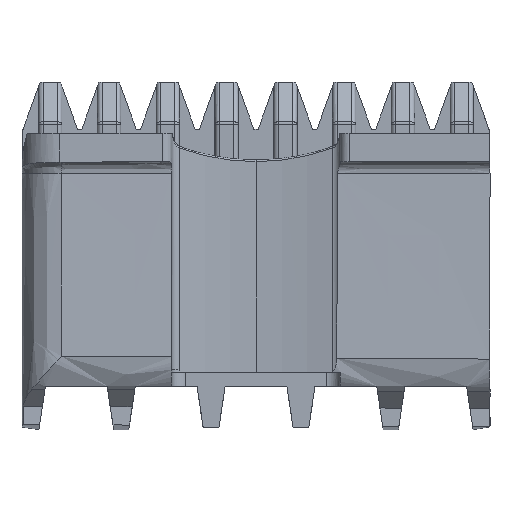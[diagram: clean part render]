
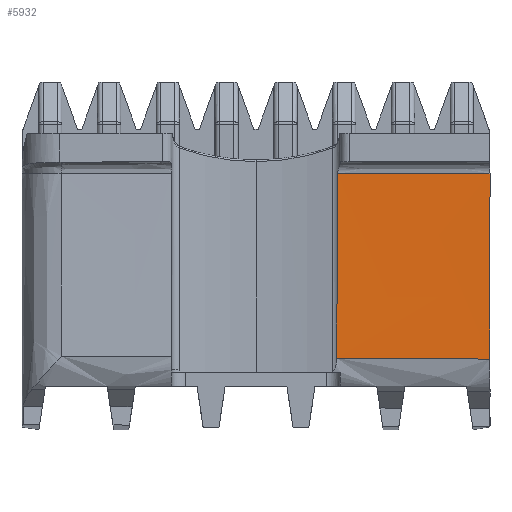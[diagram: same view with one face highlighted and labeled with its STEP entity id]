
A CAD part, top view. The second image highlights one B-rep face of the part: STEP entity #5932.
In plain terms, the highlighted free-form (B-spline) face has degree [3, 3] with [4, 4] control points.
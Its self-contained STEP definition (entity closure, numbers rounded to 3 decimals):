
#34 = CARTESIAN_POINT ( 'NONE',  ( -59.375, 0.469, 15.809 ) ) ;
#820 = ORIENTED_EDGE ( 'NONE', *, *, #13235, .T. ) ;
#871 = CARTESIAN_POINT ( 'NONE',  ( 8.714, 19.706, 12.108 ) ) ;
#962 = CARTESIAN_POINT ( 'NONE',  ( 15.476, 21.711, 11.822 ) ) ;
#1089 = CARTESIAN_POINT ( 'NONE',  ( 8.689, 14.373, 12.083 ) ) ;
#1403 = CARTESIAN_POINT ( 'NONE',  ( -19.792, 133.449, 12.126 ) ) ;
#1698 = CARTESIAN_POINT ( 'NONE',  ( 59.375, 199.531, 15.809 ) ) ;
#1798 = CARTESIAN_POINT ( 'NONE',  ( 22.402, 21.716, 11.52 ) ) ;
#2705 = CARTESIAN_POINT ( 'NONE',  ( 25., 1.904, 11.131 ) ) ;
#3062 = CARTESIAN_POINT ( 'NONE',  ( 8.625, 2.01, 12.028 ) ) ;
#3851 = CARTESIAN_POINT ( 'NONE',  ( 9.819, 21.707, 12.069 ) ) ;
#3976 = CARTESIAN_POINT ( 'NONE',  ( 8.643, 5.242, 12.042 ) ) ;
#4593 = CARTESIAN_POINT ( 'NONE',  ( 59.375, 66.271, 11.388 ) ) ;
#5932 = ADVANCED_FACE ( 'NONE', ( #6250 ), #6945, .T. ) ;
#6048 = EDGE_CURVE ( 'NONE', #16208, #11351, #10161, .T. ) ;
#6250 = FACE_OUTER_BOUND ( 'NONE', #19630, .T. ) ;
#6350 = CARTESIAN_POINT ( 'NONE',  ( 19.792, 133.174, 12.861 ) ) ;
#6386 = B_SPLINE_CURVE_WITH_KNOTS ( 'NONE', 3,
 ( #2705, #10777, #9218, #7463 ),
 .UNSPECIFIED., .F., .F.,
 ( 4, 4 ),
 ( 0.002, 0.022 ),
 .UNSPECIFIED. ) ;
#6450 = CARTESIAN_POINT ( 'NONE',  ( 24.134, 21.717, 11.444 ) ) ;
#6945 = B_SPLINE_SURFACE_WITH_KNOTS ( 'NONE', 3, 3, ( 
 ( #10723, #10924, #9559, #1698 ),
 ( #9358, #1403, #6350, #10822 ),
 ( #12584, #12677, #7707, #4593 ),
 ( #34, #9162, #18891, #17240 ) ),
 .UNSPECIFIED., .F., .F., .F.,
 ( 4, 4 ),
 ( 4, 4 ),
 ( -0.2, 0. ),
 ( 0., 0.119 ),
 .UNSPECIFIED. ) ;
#7089 = CARTESIAN_POINT ( 'NONE',  ( 8.723, 21.706, 12.117 ) ) ;
#7176 = CARTESIAN_POINT ( 'NONE',  ( 8.723, 21.706, 12.117 ) ) ;
#7463 = CARTESIAN_POINT ( 'NONE',  ( 25., 21.718, 11.407 ) ) ;
#7707 = CARTESIAN_POINT ( 'NONE',  ( 19.792, 66.55, 12.126 ) ) ;
#7747 = CARTESIAN_POINT ( 'NONE',  ( 8.723, 21.706, 12.117 ) ) ;
#8194 = ORIENTED_EDGE ( 'NONE', *, *, #6048, .T. ) ;
#8928 = CARTESIAN_POINT ( 'NONE',  ( 12.012, 21.709, 11.973 ) ) ;
#9162 = CARTESIAN_POINT ( 'NONE',  ( -19.792, 0.119, 13.608 ) ) ;
#9218 = CARTESIAN_POINT ( 'NONE',  ( 25., 15.114, 11.315 ) ) ;
#9358 = CARTESIAN_POINT ( 'NONE',  ( -59.375, 133.729, 11.388 ) ) ;
#9559 = CARTESIAN_POINT ( 'NONE',  ( 19.792, 199.88, 13.608 ) ) ;
#9608 = CARTESIAN_POINT ( 'NONE',  ( 25., 21.718, 11.407 ) ) ;
#10161 = B_SPLINE_CURVE_WITH_KNOTS ( 'NONE', 3,
 ( #14350, #6450, #12778, #1798, #14449, #962, #8928, #14956, #3851, #7176 ),
 .UNSPECIFIED., .F., .F.,
 ( 4, 3, 3, 4 ),
 ( 0., 0.003, 0.013, 0.016 ),
 .UNSPECIFIED. ) ;
#10723 = CARTESIAN_POINT ( 'NONE',  ( -59.375, 200.359, 9.178 ) ) ;
#10777 = CARTESIAN_POINT ( 'NONE',  ( 25., 8.509, 11.223 ) ) ;
#10822 = CARTESIAN_POINT ( 'NONE',  ( 59.375, 132.901, 13.598 ) ) ;
#10924 = CARTESIAN_POINT ( 'NONE',  ( -19.792, 200.157, 11.396 ) ) ;
#11351 = VERTEX_POINT ( 'NONE', #7747 ) ;
#11862 = CARTESIAN_POINT ( 'NONE',  ( 8.676, 11.706, 12.071 ) ) ;
#12462 = CARTESIAN_POINT ( 'NONE',  ( 19.542, 1.938, 11.43 ) ) ;
#12548 = VERTEX_POINT ( 'NONE', #18103 ) ;
#12584 = CARTESIAN_POINT ( 'NONE',  ( -59.375, 67.099, 13.598 ) ) ;
#12677 = CARTESIAN_POINT ( 'NONE',  ( -19.792, 66.827, 12.861 ) ) ;
#12778 = CARTESIAN_POINT ( 'NONE',  ( 23.268, 21.717, 11.482 ) ) ;
#12852 = B_SPLINE_CURVE_WITH_KNOTS ( 'NONE', 3,
 ( #15380, #17029, #12462, #20439 ),
 .UNSPECIFIED., .F., .F.,
 ( 4, 4 ),
 ( 0.029, 0.046 ),
 .UNSPECIFIED. ) ;
#13235 = EDGE_CURVE ( 'NONE', #12548, #16208, #6386, .T. ) ;
#13419 = CARTESIAN_POINT ( 'NONE',  ( 8.72, 21.04, 12.114 ) ) ;
#14050 = CARTESIAN_POINT ( 'NONE',  ( 8.625, 2.01, 12.028 ) ) ;
#14350 = CARTESIAN_POINT ( 'NONE',  ( 25., 21.718, 11.407 ) ) ;
#14449 = CARTESIAN_POINT ( 'NONE',  ( 18.939, 21.714, 11.671 ) ) ;
#14956 = CARTESIAN_POINT ( 'NONE',  ( 10.916, 21.708, 12.021 ) ) ;
#15075 = CARTESIAN_POINT ( 'NONE',  ( 8.717, 20.373, 12.111 ) ) ;
#15286 = CARTESIAN_POINT ( 'NONE',  ( 8.702, 17.04, 12.095 ) ) ;
#15380 = CARTESIAN_POINT ( 'NONE',  ( 8.625, 2.01, 12.028 ) ) ;
#15517 = B_SPLINE_CURVE_WITH_KNOTS ( 'NONE', 3,
 ( #7089, #13419, #15075, #871, #15286, #1089, #11862, #18179, #3976, #14050 ),
 .UNSPECIFIED., .F., .F.,
 ( 4, 3, 3, 4 ),
 ( 0., 0.002, 0.01, 0.02 ),
 .UNSPECIFIED. ) ;
#15915 = ORIENTED_EDGE ( 'NONE', *, *, #19150, .T. ) ;
#15975 = ORIENTED_EDGE ( 'NONE', *, *, #17260, .T. ) ;
#16208 = VERTEX_POINT ( 'NONE', #9608 ) ;
#17029 = CARTESIAN_POINT ( 'NONE',  ( 14.084, 1.974, 11.729 ) ) ;
#17240 = CARTESIAN_POINT ( 'NONE',  ( 59.375, -0.359, 9.178 ) ) ;
#17260 = EDGE_CURVE ( 'NONE', #17955, #12548, #12852, .T. ) ;
#17955 = VERTEX_POINT ( 'NONE', #3062 ) ;
#18103 = CARTESIAN_POINT ( 'NONE',  ( 25., 1.904, 11.131 ) ) ;
#18179 = CARTESIAN_POINT ( 'NONE',  ( 8.66, 8.474, 12.057 ) ) ;
#18891 = CARTESIAN_POINT ( 'NONE',  ( 19.792, -0.157, 11.396 ) ) ;
#19150 = EDGE_CURVE ( 'NONE', #11351, #17955, #15517, .T. ) ;
#19630 = EDGE_LOOP ( 'NONE', ( #8194, #15915, #15975, #820 ) ) ;
#20439 = CARTESIAN_POINT ( 'NONE',  ( 25., 1.904, 11.131 ) ) ;
